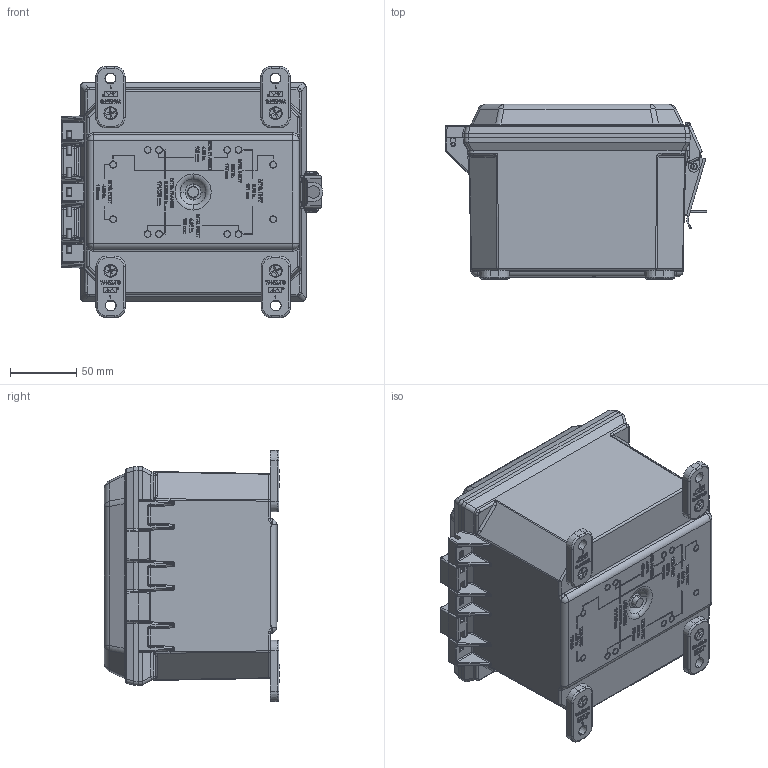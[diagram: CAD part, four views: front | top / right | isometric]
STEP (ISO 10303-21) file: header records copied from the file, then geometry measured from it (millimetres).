
FILE_DESCRIPTION (( 'STEP AP203' ), '1' );
FILE_NAME ('AMP664L.step', '2014-04-15T11:57:19', ( '' ), ( '' ), 'SwSTEP 2.0', 'SolidWorks 2014', '' );
FILE_SCHEMA (( 'CONFIG_CONTROL_DESIGN' ));
Length unit declared in the file: inch
Products named in the file (15): 2381001; 70-AMPSSLCH316 (LATCH BASE); 2769001_box; 70-AMPSSLCH316 (LATCH LEVER); 2405001_part; 70-AMPSSLCH316 (LATCH HOOK); 70-HPIN6316; 70-AMPSSLCH316 (RIVET A); 70-60250; 70-AMPSSLCH316 (RIVET B); 70-60820PC-1; 70-AMPSSLCH316_INSTALLED POSITION; 55-1032516_PreviewCfg; AMP664L; 55-103212316
Assembly tree (30 placements, depth 3):
  AMP664L
    2769001_box
    2405001_part
    70-HPIN6316
    70-60250  x8
    70-60820PC-1
    55-1032516_PreviewCfg  x4
    55-103212316  x4
    2381001  x4
    70-AMPSSLCH316_INSTALLED POSITION
      70-AMPSSLCH316 (LATCH BASE)
      70-AMPSSLCH316 (LATCH LEVER)
      70-AMPSSLCH316 (LATCH HOOK)
      70-AMPSSLCH316 (RIVET A)
      70-AMPSSLCH316 (RIVET B)
Bounding box: 197.66 x 132.26 x 189.68 mm (x, y, z)
Volume: 616947.7 mm3; surface area: 341853.4 mm2
Topology: 29 solids, 29 shells, 5560 faces, 14235 edges, 9084 vertices
Faces by surface type: plane 2950, bspline 1149, cylinder 895, cone 328, torus 156, sphere 82
Entity records: 188576 total; most frequent: CARTESIAN_POINT 82953, ORIENTED_EDGE 23474, DIRECTION 17921, EDGE_CURVE 11737, VECTOR 7627, LINE 7627, VERTEX_POINT 7511, AXIS2_PLACEMENT_3D 5147
